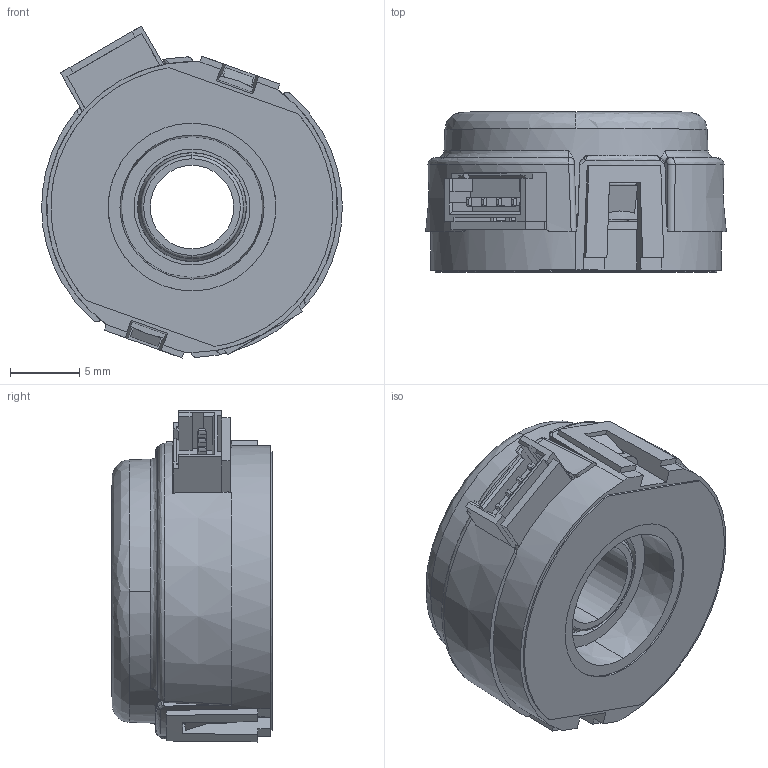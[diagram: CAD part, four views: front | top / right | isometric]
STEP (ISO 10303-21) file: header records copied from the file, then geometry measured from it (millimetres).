
FILE_DESCRIPTION (( 'STEP AP214' ), '1' );
FILE_NAME ('tetrix_73800 encoder.step', '2017-10-17T01:09:27', ( '' ), ( '' ), 'SwSTEP 2.0', 'SolidWorks 2017', '' );
FILE_SCHEMA (( 'AUTOMOTIVE_DESIGN' ));
Length unit declared in the file: inch
Products named in the file (1): tetrix_73800 encoder
Bounding box: 21.64 x 11.52 x 23.89 mm (x, y, z)
Volume: 1913 mm3; surface area: 3651.8 mm2
Topology: 2 solids, 9 shells, 1229 faces, 3227 edges, 2115 vertices
Faces by surface type: plane 702, cylinder 225, bspline 224, cone 63, torus 15
Entity records: 45003 total; most frequent: CARTESIAN_POINT 16658, ORIENTED_EDGE 6438, DIRECTION 4886, EDGE_CURVE 3219, VERTEX_POINT 2115, LINE 1778, VECTOR 1778, AXIS2_PLACEMENT_3D 1554
